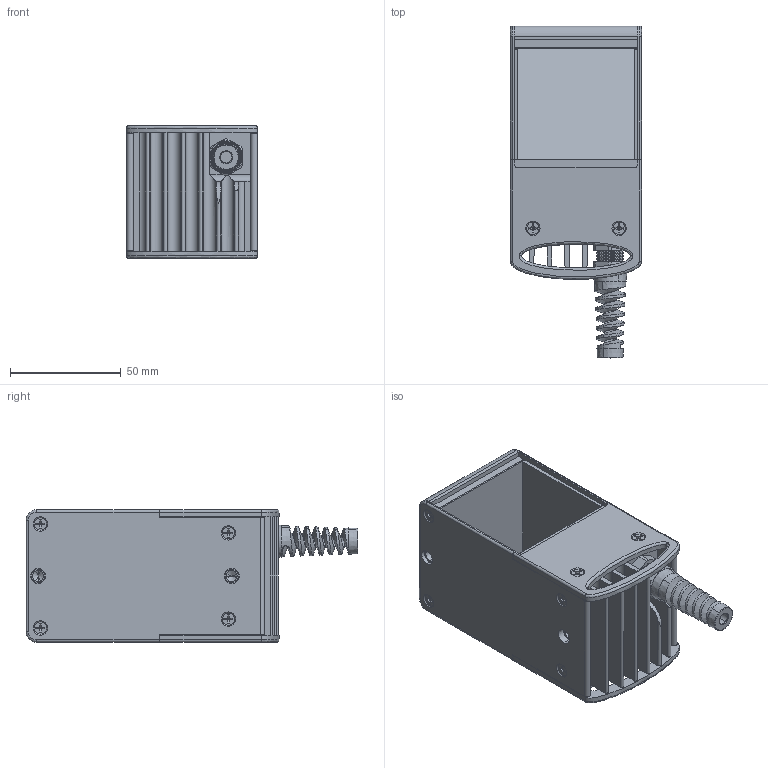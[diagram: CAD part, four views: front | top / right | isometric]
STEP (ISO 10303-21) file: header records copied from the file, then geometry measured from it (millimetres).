
FILE_DESCRIPTION((''),'2;1');
FILE_NAME('202703_ASM','2017-09-13T',('pdmadmin'),('BANNER ENGINEERING'),'CREO PARAMETRIC BY PTC INC, 2016260','CREO PARAMETRIC BY PTC INC, 2016260','');
FILE_SCHEMA(('CONFIG_CONTROL_DESIGN'));
Products named in the file (17): 197231; 125410_P4; 125410_P3; 125410_P5; 125410_P2; 125410_P1; 125410_ASM; 133281; 133280; 133285; 133284; 133282; 197230; 133278; 133784; 125284; 202703_ASM
Assembly tree (28 placements, depth 3):
  202703_ASM
    197231
    125410_ASM
      125410_P4
      125410_P3
      125410_P5
      125410_P2
      125410_P1
    133281
    133280
    133285
    133284
    133282  x2
    197230
    133278
    133784
    125284  x12
Bounding box: 59.26 x 150.09 x 59.86 mm (x, y, z)
Volume: 129431.6 mm3; surface area: 98346 mm2
Topology: 27 solids, 51 shells, 1042 faces, 2678 edges, 1713 vertices
Faces by surface type: plane 447, cylinder 337, cone 236, bspline 8, torus 8, extrusion 6
Entity records: 22698 total; most frequent: CARTESIAN_POINT 6294, DIRECTION 3516, ORIENTED_EDGE 3168, EDGE_CURVE 1636, AXIS2_PLACEMENT_3D 1336, VERTEX_POINT 1055, VECTOR 844, LINE 841
